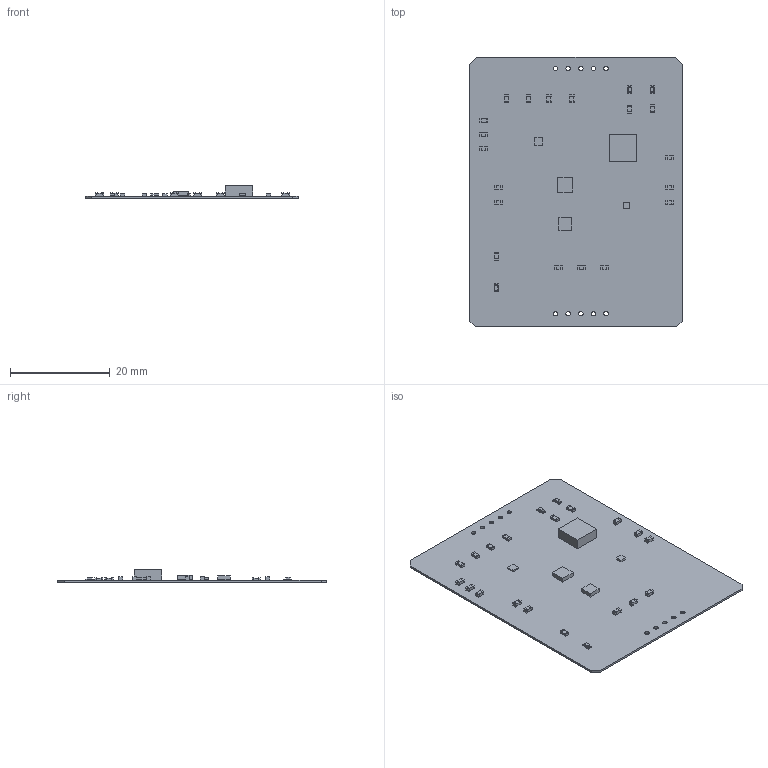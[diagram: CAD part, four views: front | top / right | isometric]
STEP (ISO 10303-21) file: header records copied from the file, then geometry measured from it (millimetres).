
FILE_DESCRIPTION(('Open CASCADE Model'),'2;1');
FILE_NAME('Open CASCADE Shape Model','2016-05-05T19:45:35',('Author'),( 'Open CASCADE'),'Open CASCADE STEP processor 6.5','Open CASCADE 6.5' ,'Unknown');
FILE_SCHEMA(('AUTOMOTIVE_DESIGN { 1 0 10303 214 1 1 1 1 }'));
Length unit declared in the file: millimetre
Products named in the file (26): PCB; Board; U5; 871384720; Extruded; U4; 871411088; U3; 871389200; U2; 871397264; U1; 871389712; Free-Models; User_Library-LED_0603_B; User_Library-LED_0603_B_Pocket002; User_Library-LED_0603_B_Pad004; User_Library-LED_0603_B_Fillet; User_Library-LED_0603_B_Pocket001; User_Library-LED_0603_B_Pad; SW3DPS-RESISTOR_0603-DEFAULT; User_Library-CAP_0603
Assembly tree (43 placements, depth 4):
  PCB
    Board
    U5
      871384720
        Extruded
    U4
      871411088
        Extruded
    U3
      871389200
        Extruded
    U2
      871397264
        Extruded
    U1
      871389712
        Extruded
    Free-Models
      User_Library-LED_0603_B  x3
        User_Library-LED_0603_B_Pocket002
        User_Library-LED_0603_B_Pad004
        User_Library-LED_0603_B_Fillet
        User_Library-LED_0603_B_Pocket001
        User_Library-LED_0603_B_Pad
      SW3DPS-RESISTOR_0603-DEFAULT  x7
      User_Library-CAP_0603  x11
Bounding box: 42.67 x 54.2 x 2.54 mm (x, y, z)
Volume: 1040.6 mm3; surface area: 5014.9 mm2
Topology: 58 solids, 61 shells, 595 faces, 1353 edges, 894 vertices
Faces by surface type: plane 558, cylinder 37
Full cylindrical faces by diameter (mm): 0.9 x10
Entity records: 9549 total; most frequent: CARTESIAN_POINT 1750, DIRECTION 1287, LINE 857, VECTOR 857, ORIENTED_EDGE 636, PCURVE 636, DEFINITIONAL_REPRESENTATION 636, EDGE_CURVE 319
